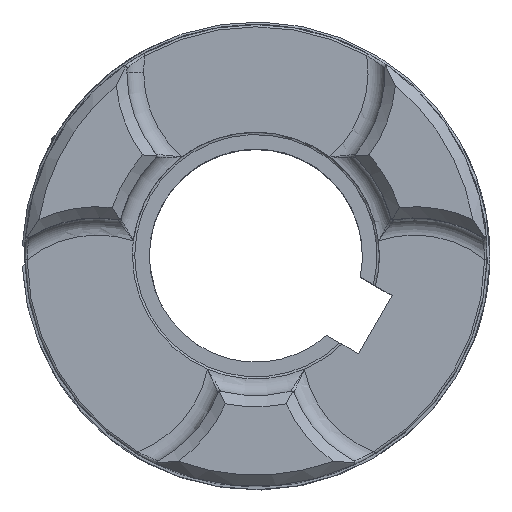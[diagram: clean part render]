
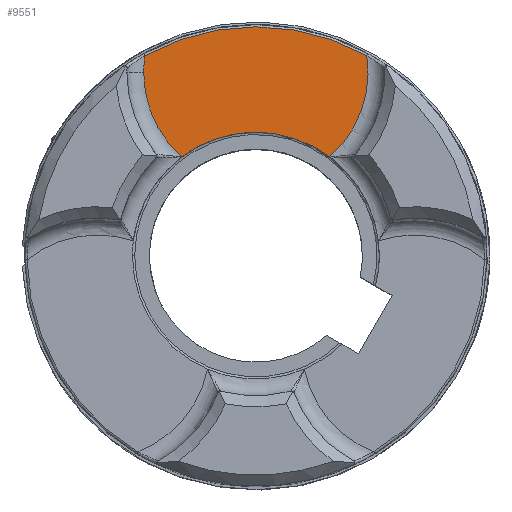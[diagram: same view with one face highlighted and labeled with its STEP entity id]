
A CAD part, top view. The second image highlights one B-rep face of the part: STEP entity #9551.
In plain terms, the highlighted planar face has unit normal (0, 0, 1).
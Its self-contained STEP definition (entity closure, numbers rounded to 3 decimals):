
#9499=CARTESIAN_POINT('',(-0.,0.,25.));
#9500=DIRECTION('',(-0.,0.,1.));
#9501=DIRECTION('',(1.,0.,0.));
#9502=AXIS2_PLACEMENT_3D('',#9499,#9500,#9501);
#9503=PLANE('',#9502);
#9504=CARTESIAN_POINT('',(-6.595,8.803,25.));
#9505=VERTEX_POINT('',#9504);
#9506=CARTESIAN_POINT('',(6.595,8.803,25.));
#9507=VERTEX_POINT('',#9506);
#9508=CARTESIAN_POINT('',(-0.,0.,25.));
#9509=DIRECTION('',(0.,-0.,-1.));
#9510=DIRECTION('',(1.,0.,0.));
#9511=AXIS2_PLACEMENT_3D('',#9508,#9509,#9510);
#9512=CIRCLE('',#9511,11.);
#9513=EDGE_CURVE('',#9505,#9507,#9512,.T.);
#9514=ORIENTED_EDGE('',*,*,#9513,.T.);
#9515=CARTESIAN_POINT('',(9.883,17.846,25.));
#9516=VERTEX_POINT('',#9515);
#9517=CARTESIAN_POINT('',(-0.,16.32,25.));
#9518=DIRECTION('',(0.,-0.,-1.));
#9519=DIRECTION('',(0.95,-0.311,0.));
#9520=AXIS2_PLACEMENT_3D('',#9517,#9518,#9519);
#9521=CIRCLE('',#9520,10.);
#9522=EDGE_CURVE('',#9516,#9507,#9521,.T.);
#9523=ORIENTED_EDGE('',*,*,#9522,.F.);
#9524=CARTESIAN_POINT('',(-9.883,17.846,25.));
#9525=VERTEX_POINT('',#9524);
#9526=CARTESIAN_POINT('',(-0.,0.,25.));
#9527=DIRECTION('',(0.,-0.,-1.));
#9528=DIRECTION('',(-0.,1.,-0.));
#9529=AXIS2_PLACEMENT_3D('',#9526,#9527,#9528);
#9530=CIRCLE('',#9529,20.4);
#9531=EDGE_CURVE('',#9525,#9516,#9530,.T.);
#9532=ORIENTED_EDGE('',*,*,#9531,.F.);
#9533=CARTESIAN_POINT('',(-10.,16.32,25.));
#9534=VERTEX_POINT('',#9533);
#9535=CARTESIAN_POINT('',(-0.,16.32,25.));
#9536=DIRECTION('',(0.,-0.,-1.));
#9537=DIRECTION('',(-0.95,-0.311,-0.));
#9538=AXIS2_PLACEMENT_3D('',#9535,#9536,#9537);
#9539=CIRCLE('',#9538,10.);
#9540=EDGE_CURVE('',#9534,#9525,#9539,.T.);
#9541=ORIENTED_EDGE('',*,*,#9540,.F.);
#9542=CARTESIAN_POINT('',(-0.,16.32,25.));
#9543=DIRECTION('',(0.,-0.,-1.));
#9544=DIRECTION('',(-0.95,-0.311,-0.));
#9545=AXIS2_PLACEMENT_3D('',#9542,#9543,#9544);
#9546=CIRCLE('',#9545,10.);
#9547=EDGE_CURVE('',#9505,#9534,#9546,.T.);
#9548=ORIENTED_EDGE('',*,*,#9547,.F.);
#9549=EDGE_LOOP('',(#9514,#9523,#9532,#9541,#9548));
#9550=FACE_BOUND('',#9549,.T.);
#9551=ADVANCED_FACE('',(#9550),#9503,.T.);
